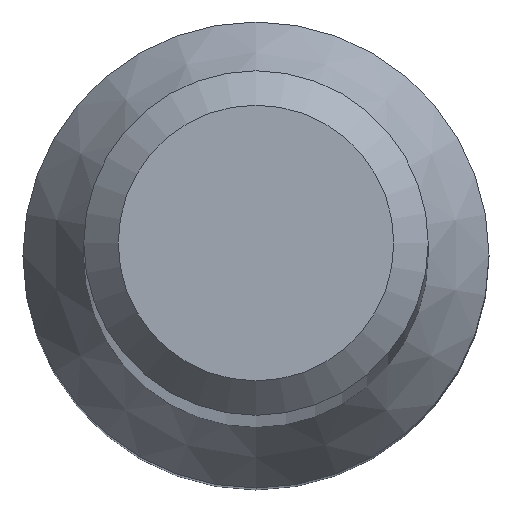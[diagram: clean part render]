
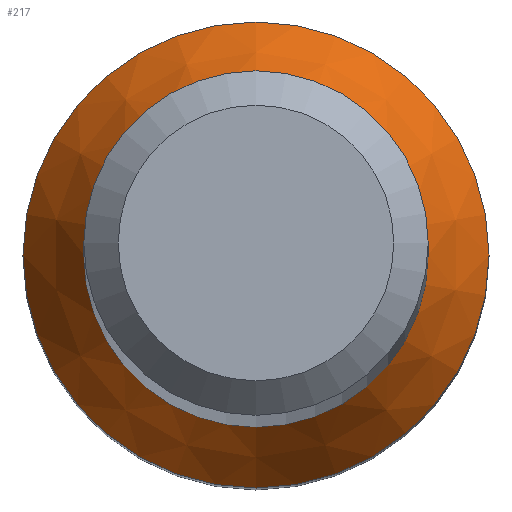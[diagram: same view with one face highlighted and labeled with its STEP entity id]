
A CAD part, top view. The second image highlights one B-rep face of the part: STEP entity #217.
In plain terms, the highlighted conical face has half-angle 30 degrees and reference radius 2.029 mm.
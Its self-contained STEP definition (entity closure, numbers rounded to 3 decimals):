
#10 = ORIENTED_EDGE ( 'NONE', *, *, #24, .T. ) ;
#17 = CARTESIAN_POINT ( 'NONE',  ( 0., 0., 10.166 ) ) ;
#24 = EDGE_CURVE ( 'NONE', #242, #242, #157, .T. ) ;
#27 = DIRECTION ( 'NONE',  ( 0., 0., -1. ) ) ;
#43 = CARTESIAN_POINT ( 'NONE',  ( 0., 2.029, 10.166 ) ) ;
#48 = EDGE_LOOP ( 'NONE', ( #10 ) ) ;
#53 = AXIS2_PLACEMENT_3D ( 'NONE', #222, #27, #104 ) ;
#55 = DIRECTION ( 'NONE',  ( 0., 0., -1. ) ) ;
#91 = DIRECTION ( 'NONE',  ( 0., 1., 0. ) ) ;
#92 = AXIS2_PLACEMENT_3D ( 'NONE', #109, #55, #91 ) ;
#94 = DIRECTION ( 'NONE',  ( 0., 0., -1. ) ) ;
#100 = AXIS2_PLACEMENT_3D ( 'NONE', #17, #94, #147 ) ;
#104 = DIRECTION ( 'NONE',  ( 0., 1., 0. ) ) ;
#109 = CARTESIAN_POINT ( 'NONE',  ( 0., 0., 10.166 ) ) ;
#118 = VERTEX_POINT ( 'NONE', #43 ) ;
#147 = DIRECTION ( 'NONE',  ( 0., 1., 0. ) ) ;
#149 = FACE_OUTER_BOUND ( 'NONE', #239, .T. ) ;
#157 = CIRCLE ( 'NONE', #53, 1.5 ) ;
#158 = ORIENTED_EDGE ( 'NONE', *, *, #169, .F. ) ;
#169 = EDGE_CURVE ( 'NONE', #118, #118, #209, .T. ) ;
#185 = FACE_BOUND ( 'NONE', #48, .T. ) ;
#209 = CIRCLE ( 'NONE', #92, 2.029 ) ;
#215 = CONICAL_SURFACE ( 'NONE', #100, 2.029, 0.524 ) ;
#217 = ADVANCED_FACE ( 'NONE', ( #185, #149 ), #215, .T. ) ;
#222 = CARTESIAN_POINT ( 'NONE',  ( 0., 0., 11.083 ) ) ;
#226 = CARTESIAN_POINT ( 'NONE',  ( 0., 1.5, 11.083 ) ) ;
#239 = EDGE_LOOP ( 'NONE', ( #158 ) ) ;
#242 = VERTEX_POINT ( 'NONE', #226 ) ;
